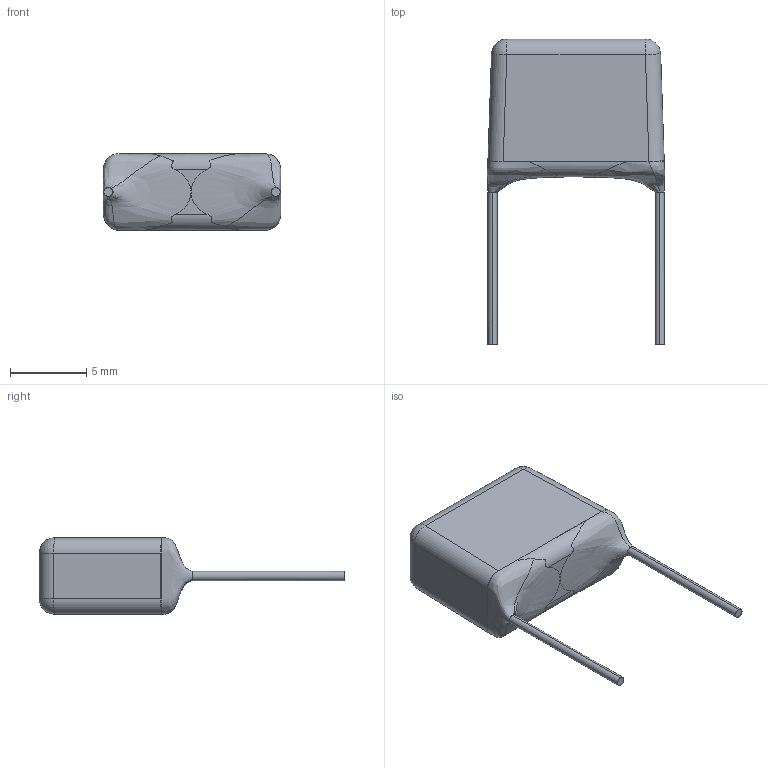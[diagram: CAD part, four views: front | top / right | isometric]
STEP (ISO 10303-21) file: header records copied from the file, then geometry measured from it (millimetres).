
FILE_DESCRIPTION (( 'STEP AP214' ), '1' );
FILE_NAME ('3F311493-7481-45EF-9302-6659DC22419B.STEP', '2024-04-02T20:05:06', ( '' ), ( '' ), 'SwSTEP 2.0', 'SolidWorks 2022', '' );
FILE_SCHEMA (( 'AUTOMOTIVE_DESIGN' ));
Length unit declared in the file: millimetre
Products named in the file (1): 3F311493-7481-45EF-9302-6659DC22419B
Bounding box: 11.63 x 20 x 5 mm (x, y, z)
Volume: 502.3 mm3; surface area: 408.4 mm2
Topology: 1 solids, 1 shells, 37 faces, 94 edges, 55 vertices
Faces by surface type: cylinder 16, plane 9, sphere 8, bspline 4
Entity records: 2381 total; most frequent: CARTESIAN_POINT 1171, ORIENTED_EDGE 180, DIRECTION 169, EDGE_CURVE 90, AXIS2_PLACEMENT_3D 70, VERTEX_POINT 55, FACE_OUTER_BOUND 37, EDGE_LOOP 37
